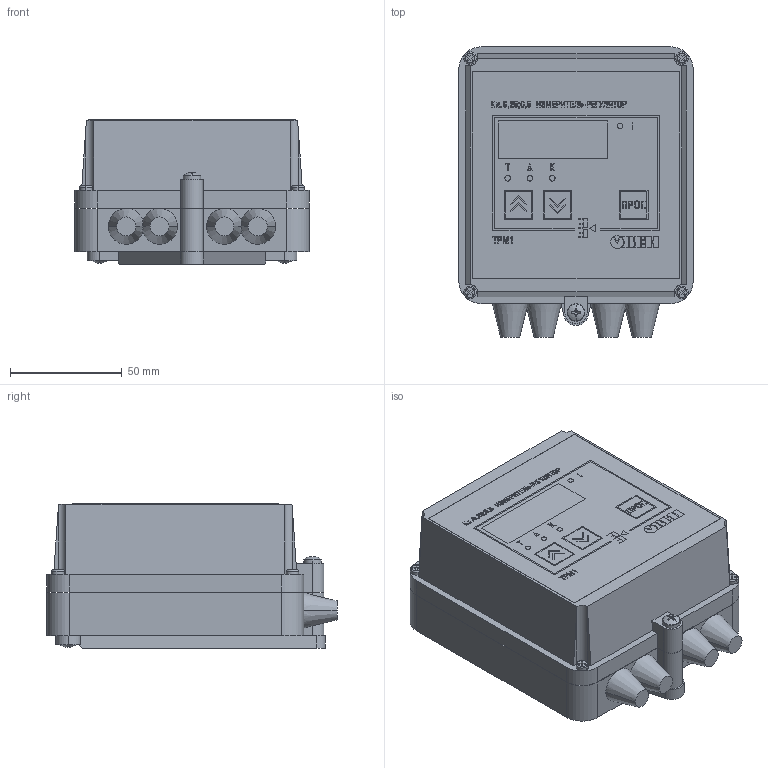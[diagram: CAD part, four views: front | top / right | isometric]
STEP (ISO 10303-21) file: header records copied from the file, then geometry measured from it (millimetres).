
FILE_DESCRIPTION (( 'STEP AP214' ), '1' );
FILE_NAME ('ﾒﾐﾌ1-ﾍ new.STEP', '2015-04-20T12:56:54', ( 'admin' ), ( '' ), 'SwSTEP 2.0', 'SolidWorks 2010', '' );
FILE_SCHEMA (( 'AUTOMOTIVE_DESIGN' ));
Length unit declared in the file: millimetre
Products named in the file (7): Êîðïóñ Í; 椯鴀殣罻 H; 砑鳧罻; 妈眚 󊅙0_B18.6.7M - M4 x 0.7 x 40 Type I Cross Recessed PHMS --40N; 妈眚 󊅜0-2_B18.6.7M - M4 x 0.7 x 40 Type I Cross Recessed PHMS --40N; ﾊ煇鳫; ﾒﾐﾌ1-ﾍ   new
Assembly tree (7 placements, depth 2):
  ﾒﾐﾌ1-ﾍ   new
    妈眚 󊅙0_B18.6.7M - M4 x 0.7 x 40 Type I Cross Recessed PHMS --40N  x2
    妈眚 󊅜0-2_B18.6.7M - M4 x 0.7 x 40 Type I Cross Recessed PHMS --40N
    ﾊ煇鳫
    椯鴀殣罻 H
    Êîðïóñ Í
    砑鳧罻
Bounding box: 105 x 130 x 64.6 mm (x, y, z)
Volume: 689191.7 mm3; surface area: 106942.7 mm2
Topology: 12 solids, 12 shells, 935 faces, 2393 edges, 1580 vertices
Faces by surface type: plane 737, bspline 89, cylinder 81, torus 14, cone 8, sphere 6
Entity records: 37716 total; most frequent: CARTESIAN_POINT 6700, ORIENTED_EDGE 4686, DIRECTION 4041, EDGE_CURVE 2343, LINE 1915, VECTOR 1915, VERTEX_POINT 1550, AXIS2_PLACEMENT_3D 1063
